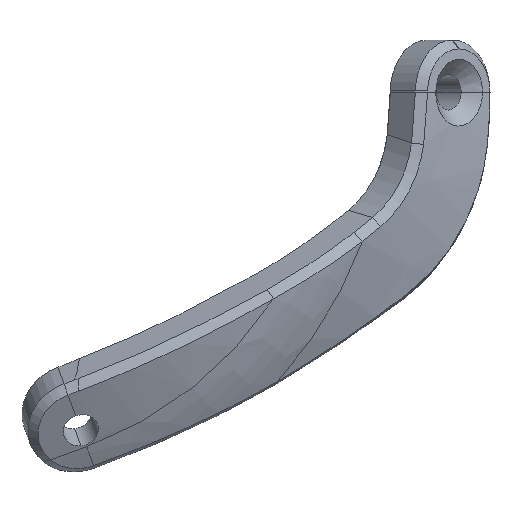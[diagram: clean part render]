
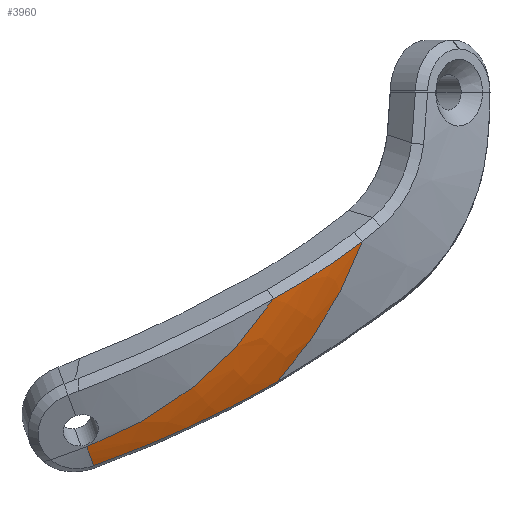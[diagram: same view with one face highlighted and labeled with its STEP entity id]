
A CAD part, front view. The second image highlights one B-rep face of the part: STEP entity #3960.
In plain terms, the highlighted toroidal (fillet/blend) face has major radius 23.671 mm and minor radius 25 mm.
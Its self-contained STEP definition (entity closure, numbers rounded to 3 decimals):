
#99 = CARTESIAN_POINT ( 'NONE',  ( 37.472, -20.667, -15.295 ) ) ;
#144 = CARTESIAN_POINT ( 'NONE',  ( 23.94, -21.594, -31.261 ) ) ;
#207 = AXIS2_PLACEMENT_3D ( 'NONE', #3890, #910, #2012 ) ;
#212 = CARTESIAN_POINT ( 'NONE',  ( 38.8, -19.818, -14.291 ) ) ;
#223 = CARTESIAN_POINT ( 'NONE',  ( 0., -19.818, 0. ) ) ;
#259 = CIRCLE ( 'NONE', #2705, 36.171 ) ;
#387 = CIRCLE ( 'NONE', #2063, 41.348 ) ;
#427 = CARTESIAN_POINT ( 'NONE',  ( 34.772, -22.07, -17.133 ) ) ;
#471 = CARTESIAN_POINT ( 'NONE',  ( 30.265, -23.791, -19.808 ) ) ;
#472 = CARTESIAN_POINT ( 'NONE',  ( 21.37, -22.006, -32.444 ) ) ;
#494 = CARTESIAN_POINT ( 'NONE',  ( 20.629, -22.102, -32.772 ) ) ;
#516 = CARTESIAN_POINT ( 'NONE',  ( 25.025, -21.38, -30.738 ) ) ;
#536 = CARTESIAN_POINT ( 'NONE',  ( 21.742, -21.955, -32.278 ) ) ;
#559 = CIRCLE ( 'NONE', #207, 25. ) ;
#697 = VERTEX_POINT ( 'NONE', #212 ) ;
#711 = EDGE_CURVE ( 'NONE', #3358, #1525, #259, .T. ) ;
#739 = CARTESIAN_POINT ( 'NONE',  ( 34.367, -22.257, -17.394 ) ) ;
#764 = CARTESIAN_POINT ( 'NONE',  ( 36.11, -21.415, -16.248 ) ) ;
#786 = CARTESIAN_POINT ( 'NONE',  ( 38.143, -20.259, -14.801 ) ) ;
#809 = CARTESIAN_POINT ( 'NONE',  ( 17.441, -22.405, -34.113 ) ) ;
#830 = CARTESIAN_POINT ( 'NONE',  ( 27.885, -20.713, -29.293 ) ) ;
#852 = CARTESIAN_POINT ( 'NONE',  ( 17.25, -22.417, -34.19 ) ) ;
#910 = DIRECTION ( 'NONE',  ( 0.94, 0., 0.342 ) ) ;
#1063 = EDGE_CURVE ( 'NONE', #3358, #3684, #559, .T. ) ;
#1068 = CARTESIAN_POINT ( 'NONE',  ( 32.589, -22.99, -18.483 ) ) ;
#1133 = CARTESIAN_POINT ( 'NONE',  ( 34.88, -22.02, -17.063 ) ) ;
#1156 = CARTESIAN_POINT ( 'NONE',  ( 34.815, -22.05, -17.105 ) ) ;
#1157 = CARTESIAN_POINT ( 'NONE',  ( 18.007, -22.364, -33.882 ) ) ;
#1158 = DIRECTION ( 'NONE',  ( 0., 0., -1. ) ) ;
#1162 = DIRECTION ( 'NONE',  ( 0., -1., 0. ) ) ;
#1177 = B_SPLINE_CURVE_WITH_KNOTS ( 'NONE', 3,
 ( #4120, #786, #99, #3108, #764, #2786, #4070, #2809, #1133, #1156, #427, #3401, #739, #4049, #1486, #2438, #3817, #2085, #2463, #1068, #1414, #3795, #471 ),
 .UNSPECIFIED., .F., .F.,
 ( 4, 2, 2, 1, 1, 1, 2, 2, 2, 1, 1, 2, 2, 4 ),
 ( 0., 0.25, 0.375, 0.437, 0.469, 0.484, 0.492, 0.5, 0.625, 0.687, 0.719, 0.734, 0.75, 1. ),
 .UNSPECIFIED. ) ;
#1218 = ORIENTED_EDGE ( 'NONE', *, *, #2475, .T. ) ;
#1414 = CARTESIAN_POINT ( 'NONE',  ( 31.786, -23.296, -18.959 ) ) ;
#1458 = CARTESIAN_POINT ( 'NONE',  ( 22.477, -21.845, -31.944 ) ) ;
#1486 = CARTESIAN_POINT ( 'NONE',  ( 33.457, -22.646, -17.961 ) ) ;
#1487 = CARTESIAN_POINT ( 'NONE',  ( 18.384, -22.334, -33.727 ) ) ;
#1516 = CARTESIAN_POINT ( 'NONE',  ( 30.265, -23.791, -19.808 ) ) ;
#1525 = VERTEX_POINT ( 'NONE', #1516 ) ;
#1531 = CARTESIAN_POINT ( 'NONE',  ( 15.726, -22.499, -34.793 ) ) ;
#1824 = EDGE_CURVE ( 'NONE', #697, #1525, #1177, .T. ) ;
#1831 = CARTESIAN_POINT ( 'NONE',  ( 23.574, -21.661, -31.435 ) ) ;
#1853 = CARTESIAN_POINT ( 'NONE',  ( 16.869, -22.441, -34.342 ) ) ;
#1871 = CARTESIAN_POINT ( 'NONE',  ( 29.288, -20.305, -28.534 ) ) ;
#1874 = DIRECTION ( 'NONE',  ( 0., 0., -1. ) ) ;
#1891 = FACE_OUTER_BOUND ( 'NONE', #3944, .T. ) ;
#1980 = CARTESIAN_POINT ( 'NONE',  ( 12.371, -23.791, -33.989 ) ) ;
#2012 = DIRECTION ( 'NONE',  ( -0.342, 0., 0.94 ) ) ;
#2063 = AXIS2_PLACEMENT_3D ( 'NONE', #223, #2564, #3567 ) ;
#2085 = CARTESIAN_POINT ( 'NONE',  ( 32.725, -22.938, -18.402 ) ) ;
#2111 = CARTESIAN_POINT ( 'NONE',  ( 16.679, -22.452, -34.418 ) ) ;
#2134 = CARTESIAN_POINT ( 'NONE',  ( 19.699, -22.208, -33.173 ) ) ;
#2178 = CARTESIAN_POINT ( 'NONE',  ( 24.664, -21.454, -30.913 ) ) ;
#2251 = ORIENTED_EDGE ( 'NONE', *, *, #711, .F. ) ;
#2433 = ORIENTED_EDGE ( 'NONE', *, *, #1824, .T. ) ;
#2438 = CARTESIAN_POINT ( 'NONE',  ( 33.183, -22.758, -18.128 ) ) ;
#2439 = CARTESIAN_POINT ( 'NONE',  ( 20.258, -22.147, -32.933 ) ) ;
#2463 = CARTESIAN_POINT ( 'NONE',  ( 32.634, -22.973, -18.457 ) ) ;
#2464 = CARTESIAN_POINT ( 'NONE',  ( 13.419, -22.553, -35.665 ) ) ;
#2475 = EDGE_CURVE ( 'NONE', #3044, #697, #387, .T. ) ;
#2485 = CARTESIAN_POINT ( 'NONE',  ( 19.51, -22.227, -33.254 ) ) ;
#2527 = CARTESIAN_POINT ( 'NONE',  ( 26.104, -21.142, -30.201 ) ) ;
#2564 = DIRECTION ( 'NONE',  ( 0., -1., 0. ) ) ;
#2630 = CARTESIAN_POINT ( 'NONE',  ( 13.032, -22.553, -35.806 ) ) ;
#2705 = AXIS2_PLACEMENT_3D ( 'NONE', #3802, #1162, #1874 ) ;
#2786 = CARTESIAN_POINT ( 'NONE',  ( 35.594, -21.676, -16.595 ) ) ;
#2809 = CARTESIAN_POINT ( 'NONE',  ( 35.032, -21.949, -16.965 ) ) ;
#2831 = CARTESIAN_POINT ( 'NONE',  ( 13.032, -22.553, -35.806 ) ) ;
#2853 = CARTESIAN_POINT ( 'NONE',  ( 18.947, -22.283, -33.492 ) ) ;
#3044 = VERTEX_POINT ( 'NONE', #3390 ) ;
#3108 = CARTESIAN_POINT ( 'NONE',  ( 36.452, -21.233, -16.013 ) ) ;
#3109 = CARTESIAN_POINT ( 'NONE',  ( 14.575, -22.536, -35.234 ) ) ;
#3132 = CARTESIAN_POINT ( 'NONE',  ( 19.135, -22.265, -33.413 ) ) ;
#3223 = CARTESIAN_POINT ( 'NONE',  ( 0., -2.141, 0. ) ) ;
#3346 = TOROIDAL_SURFACE ( 'NONE', #4329, 23.671, 25. ) ;
#3358 = VERTEX_POINT ( 'NONE', #1980 ) ;
#3390 = CARTESIAN_POINT ( 'NONE',  ( 30.666, -19.818, -27.736 ) ) ;
#3401 = CARTESIAN_POINT ( 'NONE',  ( 34.751, -22.08, -17.147 ) ) ;
#3513 = CARTESIAN_POINT ( 'NONE',  ( 13.805, -22.55, -35.523 ) ) ;
#3531 = EDGE_CURVE ( 'NONE', #3684, #3044, #4267, .T. ) ;
#3534 = CARTESIAN_POINT ( 'NONE',  ( 22.843, -21.786, -31.776 ) ) ;
#3567 = DIRECTION ( 'NONE',  ( 0., 0., -1. ) ) ;
#3684 = VERTEX_POINT ( 'NONE', #2630 ) ;
#3772 = CARTESIAN_POINT ( 'NONE',  ( 30.666, -19.818, -27.736 ) ) ;
#3795 = CARTESIAN_POINT ( 'NONE',  ( 31.025, -23.556, -19.391 ) ) ;
#3796 = CARTESIAN_POINT ( 'NONE',  ( 16.108, -22.482, -34.644 ) ) ;
#3802 = CARTESIAN_POINT ( 'NONE',  ( 0., -23.791, 0. ) ) ;
#3817 = CARTESIAN_POINT ( 'NONE',  ( 32.863, -22.884, -18.32 ) ) ;
#3818 = CARTESIAN_POINT ( 'NONE',  ( 25.744, -21.225, -30.382 ) ) ;
#3840 = CARTESIAN_POINT ( 'NONE',  ( 14.961, -22.526, -35.088 ) ) ;
#3861 = DIRECTION ( 'NONE',  ( 0., -1., 0. ) ) ;
#3890 = CARTESIAN_POINT ( 'NONE',  ( 8.096, -2.141, -22.243 ) ) ;
#3944 = EDGE_LOOP ( 'NONE', ( #3992, #4007, #1218, #2433, #2251 ) ) ;
#3960 = ADVANCED_FACE ( 'NONE', ( #1891 ), #3346, .T. ) ;
#3992 = ORIENTED_EDGE ( 'NONE', *, *, #1063, .T. ) ;
#4007 = ORIENTED_EDGE ( 'NONE', *, *, #3531, .T. ) ;
#4049 = CARTESIAN_POINT ( 'NONE',  ( 34.003, -22.417, -17.623 ) ) ;
#4070 = CARTESIAN_POINT ( 'NONE',  ( 35.335, -21.804, -16.767 ) ) ;
#4120 = CARTESIAN_POINT ( 'NONE',  ( 38.8, -19.818, -14.291 ) ) ;
#4267 = B_SPLINE_CURVE_WITH_KNOTS ( 'NONE', 3,
 ( #2831, #2464, #3513, #3109, #3840, #1531, #3796, #2111, #1853, #852, #809, #1157, #1487, #2853, #3132, #2485, #2134, #2439, #494, #472, #536, #1458, #3534, #1831, #144, #2178, #516, #3818, #2527, #830, #1871, #3772 ),
 .UNSPECIFIED., .F., .F.,
 ( 4, 2, 2, 2, 2, 2, 2, 2, 2, 2, 2, 2, 2, 2, 2, 4 ),
 ( 0., 0.063, 0.125, 0.188, 0.219, 0.25, 0.312, 0.344, 0.375, 0.437, 0.5, 0.562, 0.625, 0.687, 0.75, 1. ),
 .UNSPECIFIED. ) ;
#4329 = AXIS2_PLACEMENT_3D ( 'NONE', #3223, #3861, #1158 ) ;
